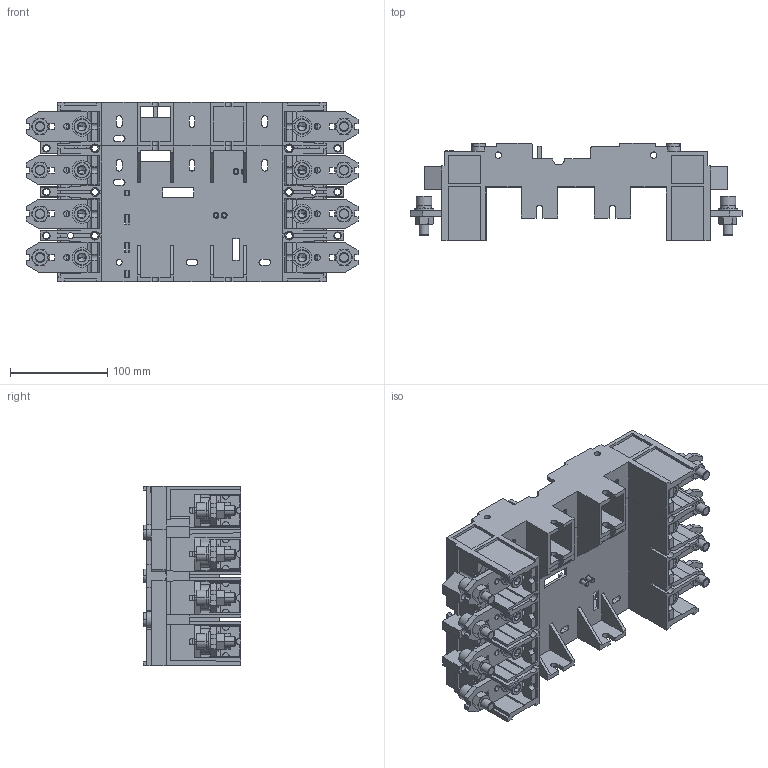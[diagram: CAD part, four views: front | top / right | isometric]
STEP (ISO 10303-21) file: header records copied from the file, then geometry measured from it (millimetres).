
FILE_DESCRIPTION((''),'2;1');
FILE_NAME('ASM0262_ASM','2021-09-06T16:54:33',('zhxmin'),(''),'CREO PARAMETRIC BY PTC INC, 2018020','CREO PARAMETRIC BY PTC INC, 2018020','');
FILE_SCHEMA(('CONFIG_CONTROL_DESIGN','SHAPE_APPEARANCE_LAYERS_GROUPS'));
Products named in the file (136): PRT5013_1_2; 8-585-490-22553_1_1; 8-141-118-23031_1_1; 8-141-118-23219_1_1; 8-141-118-23407_1_1; 8-141-118-23595_1_1; 8-288-644-23783_1_1; 8-288-644-23858_1_1; 8-585-490-23931_1_1; 8-141-118-24409_1_1; 8-141-118-24597_1_1; 8-141-118-24785_1_1; 8-141-118-24973_1_1; 8-288-644-25161_1_1; 8-288-644-25234_1_1; 8-585-490-25307_1_1; 8-141-118-25785_1_1; 8-141-118-25973_1_1; 8-141-118-26161_1_1; 8-141-118-26349_1_1; 8-288-644-26537_1_1; 8-288-644-26610_1_1; 8-585-490-26683_1_1; 8-141-118-27161_1_1; 8-141-118-27349_1_1; 8-141-118-27537_1_1; 8-141-118-27725_1_1; 8-288-644-27913_1_1; 8-288-644-27986_1_1; 8-585-490-28059_1_1; 8-141-118-28537_1_1; 8-141-118-28725_1_1; 8-141-118-28913_1_1; 8-141-118-29101_1_1; 8-288-644-29289_1_1; 8-288-644-29362_1_1; 8-585-490-29435_1_1; 8-141-118-29913_1_1; 8-141-118-30101_1_1; 8-141-118-30289_1_1 ...
Assembly tree (135 placements, depth 3):
  ASM0262_ASM
    NM8-630_4P_ASM
      PRT5013_1_2
      8-585-490-22553_1_1
      8-141-118-23031_1_1
      8-141-118-23219_1_1
      8-141-118-23407_1_1
      8-141-118-23595_1_1
      8-288-644-23783_1_1
      8-288-644-23858_1_1
      8-585-490-23931_1_1
      8-141-118-24409_1_1
      8-141-118-24597_1_1
      8-141-118-24785_1_1
      8-141-118-24973_1_1
      8-288-644-25161_1_1
      8-288-644-25234_1_1
      8-585-490-25307_1_1
      8-141-118-25785_1_1
      8-141-118-25973_1_1
      8-141-118-26161_1_1
      8-141-118-26349_1_1
      8-288-644-26537_1_1
      8-288-644-26610_1_1
      8-585-490-26683_1_1
      8-141-118-27161_1_1
      8-141-118-27349_1_1
      8-141-118-27537_1_1
      8-141-118-27725_1_1
      8-288-644-27913_1_1
      8-288-644-27986_1_1
      8-585-490-28059_1_1
      8-141-118-28537_1_1
      8-141-118-28725_1_1
      8-141-118-28913_1_1
      8-141-118-29101_1_1
      8-288-644-29289_1_1
      8-288-644-29362_1_1
      8-585-490-29435_1_1
      8-141-118-29913_1_1
      8-141-118-30101_1_1
      8-141-118-30289_1_1
      8-141-118-30477_1_1
      8-288-644-30665_1_1
      8-288-644-30738_1_1
      8-585-491-30811-30601
      8-585-491-30811-31327
      8-585-491-31513_1_2
      8-585-491-32215_1_2
      8-585-491-32917_1_2
      8-585-491-33619_1_2
      8-585-491-34321-34957
      8-585-491-34321-35683
      8-775-113-35023-36409_1
      8-775-113-35023-37601_1
      8-775-113-36215_1_2
      8-775-113-37407_1_2
      8-775-113-38599_1_2
      8-775-113-39791_1_2
      8-775-113-40983-43561_1
Bounding box: 342 x 100.3 x 185 mm (x, y, z)
Volume: 1158741.2 mm3; surface area: 694242.6 mm2
Topology: 116 solids, 134 shells, 3717 faces, 9933 edges, 6481 vertices
Faces by surface type: plane 2204, cylinder 863, cone 444, torus 158, bspline 48
Entity records: 136147 total; most frequent: CARTESIAN_POINT 23542, DIRECTION 21006, ORIENTED_EDGE 19730, EDGE_CURVE 9901, AXIS2_PLACEMENT_3D 7475, VERTEX_POINT 6481, VECTOR 6056, LINE 6056
